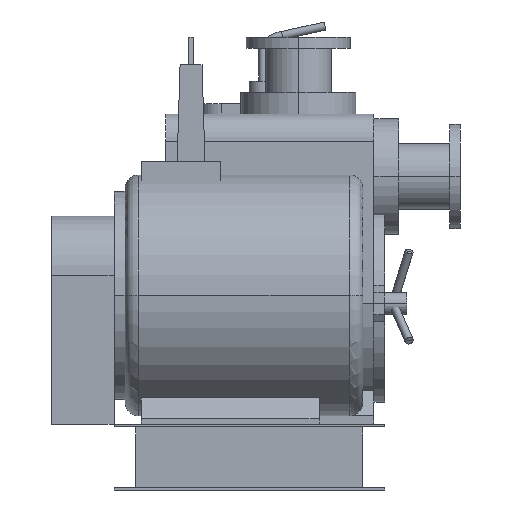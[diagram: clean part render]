
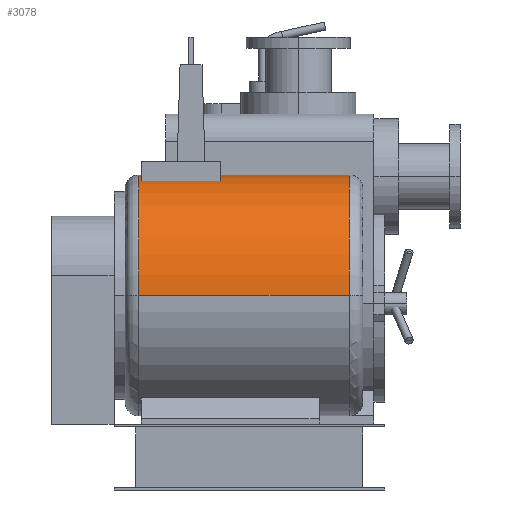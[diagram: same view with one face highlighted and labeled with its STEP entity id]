
A CAD part, left-side view. The second image highlights one B-rep face of the part: STEP entity #3078.
In plain terms, the highlighted cylindrical face has radius 220 mm (diameter 440 mm), a partial arc.
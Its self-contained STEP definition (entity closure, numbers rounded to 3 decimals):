
#26=B_SPLINE_CURVE_WITH_KNOTS('',3,(#4868,#4869,#4870,#4871,#4872,#4873,
#4874,#4875,#4876,#4877,#4878,#4879,#4880,#4881,#4882,#4883,#4884),
 .UNSPECIFIED.,.F.,.F.,(4,1,1,1,1,1,1,1,1,1,1,1,1,1,4),(0.,0.071,
0.143,0.214,0.286,0.357,
0.429,0.5,0.571,0.643,0.714,
0.786,0.857,0.929,1.),.UNSPECIFIED.);
#29=B_SPLINE_CURVE_WITH_KNOTS('',3,(#4992,#4993,#4994,#4995,#4996,#4997,
#4998,#4999,#5000,#5001,#5002,#5003,#5004,#5005,#5006,#5007,#5008),
 .UNSPECIFIED.,.F.,.F.,(4,1,1,1,1,1,1,1,1,1,1,1,1,1,4),(0.,0.071,
0.143,0.214,0.286,0.357,
0.429,0.5,0.571,0.643,0.714,
0.786,0.857,0.929,1.),.UNSPECIFIED.);
#310=FACE_OUTER_BOUND('',#525,.T.);
#525=EDGE_LOOP('',(#2316,#2317,#2318,#2319));
#893=LINE('',#4990,#1198);
#894=LINE('',#5009,#1199);
#1198=VECTOR('',#3803,304.8);
#1199=VECTOR('',#3804,304.8);
#1477=VERTEX_POINT('',#4781);
#1478=VERTEX_POINT('',#4867);
#1479=VERTEX_POINT('',#4989);
#1480=VERTEX_POINT('',#4991);
#1786=EDGE_CURVE('',#1478,#1477,#26,.T.);
#1789=EDGE_CURVE('',#1479,#1477,#893,.T.);
#1790=EDGE_CURVE('',#1480,#1479,#29,.T.);
#1791=EDGE_CURVE('',#1478,#1480,#894,.T.);
#2316=ORIENTED_EDGE('',*,*,#1786,.T.);
#2317=ORIENTED_EDGE('',*,*,#1789,.F.);
#2318=ORIENTED_EDGE('',*,*,#1790,.F.);
#2319=ORIENTED_EDGE('',*,*,#1791,.F.);
#2978=CYLINDRICAL_SURFACE('',#3343,220.);
#3078=ADVANCED_FACE('',(#310),#2978,.T.);
#3343=AXIS2_PLACEMENT_3D('',#4988,#3801,#3802);
#3801=DIRECTION('center_axis',(0.,-1.,0.));
#3802=DIRECTION('ref_axis',(-1.,0.,0.));
#3803=DIRECTION('',(0.,-1.,0.));
#3804=DIRECTION('',(0.,1.,0.));
#4781=CARTESIAN_POINT('',(37747.476,6742.572,355.));
#4867=CARTESIAN_POINT('',(37307.476,6742.572,355.));
#4868=CARTESIAN_POINT('Ctrl Pts',(37307.476,6742.572,355.));
#4869=CARTESIAN_POINT('Ctrl Pts',(37307.443,6742.572,371.463));
#4870=CARTESIAN_POINT('Ctrl Pts',(37311.199,6742.572,404.364));
#4871=CARTESIAN_POINT('Ctrl Pts',(37327.588,6742.572,451.26));
#4872=CARTESIAN_POINT('Ctrl Pts',(37354.024,6742.572,493.324));
#4873=CARTESIAN_POINT('Ctrl Pts',(37389.152,6742.572,528.453));
#4874=CARTESIAN_POINT('Ctrl Pts',(37431.217,6742.572,554.884));
#4875=CARTESIAN_POINT('Ctrl Pts',(37478.109,6742.572,571.292));
#4876=CARTESIAN_POINT('Ctrl Pts',(37527.476,6742.572,576.854));
#4877=CARTESIAN_POINT('Ctrl Pts',(37576.843,6742.572,571.292));
#4878=CARTESIAN_POINT('Ctrl Pts',(37623.735,6742.572,554.884));
#4879=CARTESIAN_POINT('Ctrl Pts',(37665.8,6742.572,528.453));
#4880=CARTESIAN_POINT('Ctrl Pts',(37700.927,6742.572,493.324));
#4881=CARTESIAN_POINT('Ctrl Pts',(37727.363,6742.572,451.26));
#4882=CARTESIAN_POINT('Ctrl Pts',(37743.752,6742.572,404.364));
#4883=CARTESIAN_POINT('Ctrl Pts',(37747.508,6742.572,371.463));
#4884=CARTESIAN_POINT('Ctrl Pts',(37747.476,6742.572,355.));
#4988=CARTESIAN_POINT('Origin',(37527.476,9171.572,355.));
#4989=CARTESIAN_POINT('',(37747.476,7126.572,355.));
#4990=CARTESIAN_POINT('',(37747.476,7126.572,355.));
#4991=CARTESIAN_POINT('',(37307.476,7126.572,355.));
#4992=CARTESIAN_POINT('Ctrl Pts',(37307.476,7126.572,355.));
#4993=CARTESIAN_POINT('Ctrl Pts',(37307.443,7126.572,371.463));
#4994=CARTESIAN_POINT('Ctrl Pts',(37311.199,7126.572,404.364));
#4995=CARTESIAN_POINT('Ctrl Pts',(37327.588,7126.572,451.26));
#4996=CARTESIAN_POINT('Ctrl Pts',(37354.024,7126.572,493.324));
#4997=CARTESIAN_POINT('Ctrl Pts',(37389.152,7126.572,528.453));
#4998=CARTESIAN_POINT('Ctrl Pts',(37431.217,7126.572,554.884));
#4999=CARTESIAN_POINT('Ctrl Pts',(37478.109,7126.572,571.292));
#5000=CARTESIAN_POINT('Ctrl Pts',(37527.476,7126.572,576.854));
#5001=CARTESIAN_POINT('Ctrl Pts',(37576.843,7126.572,571.292));
#5002=CARTESIAN_POINT('Ctrl Pts',(37623.735,7126.572,554.884));
#5003=CARTESIAN_POINT('Ctrl Pts',(37665.8,7126.572,528.453));
#5004=CARTESIAN_POINT('Ctrl Pts',(37700.927,7126.572,493.324));
#5005=CARTESIAN_POINT('Ctrl Pts',(37727.363,7126.572,451.26));
#5006=CARTESIAN_POINT('Ctrl Pts',(37743.752,7126.572,404.364));
#5007=CARTESIAN_POINT('Ctrl Pts',(37747.508,7126.572,371.463));
#5008=CARTESIAN_POINT('Ctrl Pts',(37747.476,7126.572,355.));
#5009=CARTESIAN_POINT('',(37307.476,6742.572,355.));
